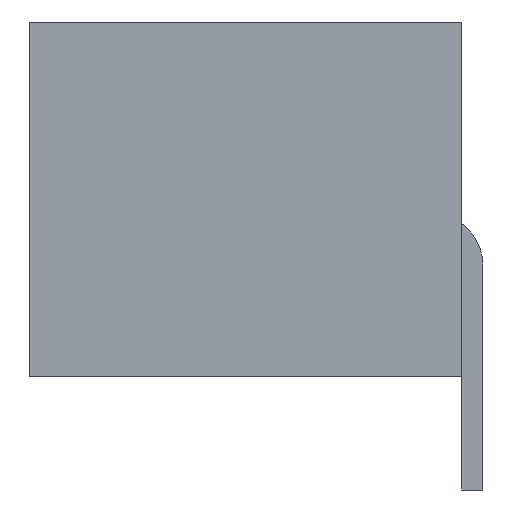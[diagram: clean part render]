
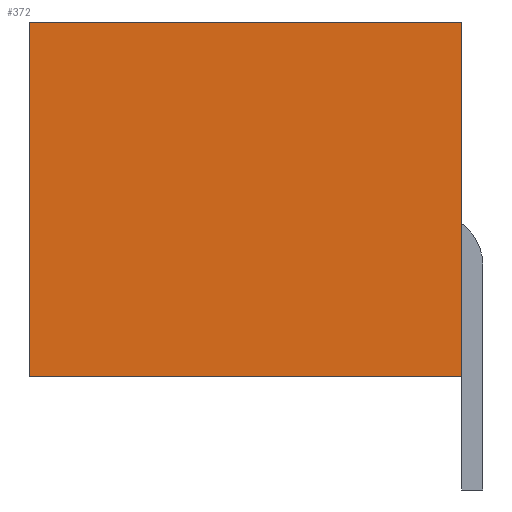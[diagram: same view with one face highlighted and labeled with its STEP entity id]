
A CAD part, left-side view. The second image highlights one B-rep face of the part: STEP entity #372.
In plain terms, the highlighted planar face has unit normal (-1, 0, 0).
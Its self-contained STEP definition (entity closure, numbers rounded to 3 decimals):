
#57 = PLANE ( 'NONE',  #1736 ) ;
#134 = VERTEX_POINT ( 'NONE', #1862 ) ;
#154 = VECTOR ( 'NONE', #1580, 1000. ) ;
#193 = DIRECTION ( 'NONE',  ( 0., 0., -1. ) ) ;
#357 = VERTEX_POINT ( 'NONE', #775 ) ;
#372 = ADVANCED_FACE ( 'NONE', ( #1841 ), #57, .T. ) ;
#435 = DIRECTION ( 'NONE',  ( -1., 0., 0. ) ) ;
#442 = ORIENTED_EDGE ( 'NONE', *, *, #1990, .F. ) ;
#534 = LINE ( 'NONE', #550, #1741 ) ;
#550 = CARTESIAN_POINT ( 'NONE',  ( -5., 0., 0. ) ) ;
#583 = LINE ( 'NONE', #2175, #154 ) ;
#594 = EDGE_CURVE ( 'NONE', #1327, #357, #534, .T. ) ;
#672 = LINE ( 'NONE', #714, #1699 ) ;
#714 = CARTESIAN_POINT ( 'NONE',  ( -5., 6.1, 5. ) ) ;
#726 = CARTESIAN_POINT ( 'NONE',  ( -5., 0., 5. ) ) ;
#775 = CARTESIAN_POINT ( 'NONE',  ( -5., 0., 0. ) ) ;
#831 = EDGE_CURVE ( 'NONE', #134, #1327, #672, .T. ) ;
#937 = ORIENTED_EDGE ( 'NONE', *, *, #1494, .T. ) ;
#989 = DIRECTION ( 'NONE',  ( 0., -1., 0. ) ) ;
#1011 = CARTESIAN_POINT ( 'NONE',  ( -5., 0., 0. ) ) ;
#1043 = EDGE_LOOP ( 'NONE', ( #1790, #1108, #442, #937 ) ) ;
#1108 = ORIENTED_EDGE ( 'NONE', *, *, #831, .F. ) ;
#1237 = CARTESIAN_POINT ( 'NONE',  ( -5., 6.1, 0. ) ) ;
#1277 = DIRECTION ( 'NONE',  ( 0., -1., 0. ) ) ;
#1327 = VERTEX_POINT ( 'NONE', #726 ) ;
#1494 = EDGE_CURVE ( 'NONE', #1921, #357, #1815, .T. ) ;
#1580 = DIRECTION ( 'NONE',  ( 0., 0., 1. ) ) ;
#1699 = VECTOR ( 'NONE', #1277, 1000. ) ;
#1736 = AXIS2_PLACEMENT_3D ( 'NONE', #1011, #435, #2036 ) ;
#1741 = VECTOR ( 'NONE', #193, 1000. ) ;
#1790 = ORIENTED_EDGE ( 'NONE', *, *, #594, .F. ) ;
#1815 = LINE ( 'NONE', #1237, #2303 ) ;
#1841 = FACE_OUTER_BOUND ( 'NONE', #1043, .T. ) ;
#1862 = CARTESIAN_POINT ( 'NONE',  ( -5., 6.1, 5. ) ) ;
#1916 = CARTESIAN_POINT ( 'NONE',  ( -5., 6.1, 0. ) ) ;
#1921 = VERTEX_POINT ( 'NONE', #1916 ) ;
#1990 = EDGE_CURVE ( 'NONE', #1921, #134, #583, .T. ) ;
#2036 = DIRECTION ( 'NONE',  ( 0., 0., 1. ) ) ;
#2175 = CARTESIAN_POINT ( 'NONE',  ( -5., 6.1, 0. ) ) ;
#2303 = VECTOR ( 'NONE', #989, 1000. ) ;
